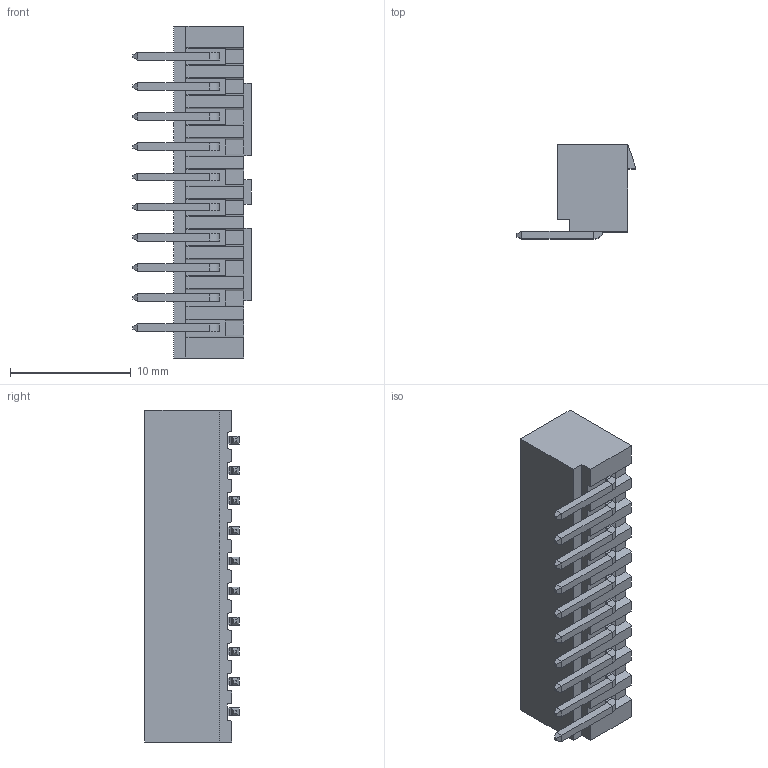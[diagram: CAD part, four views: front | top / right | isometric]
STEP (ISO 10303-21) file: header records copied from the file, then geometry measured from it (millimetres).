
FILE_DESCRIPTION (( 'STEP AP214' ), '1' );
FILE_NAME ('FWF25013-S10B22W1B.STEP', '2025-11-14T03:27:51', ( '' ), ( '' ), 'SwSTEP 2.0', 'SolidWorks 2021', '' );
FILE_SCHEMA (( 'AUTOMOTIVE_DESIGN' ));
Length unit declared in the file: millimetre
Products named in the file (1): FWF25013-S10B22W1B
Bounding box: 9.8 x 7.82 x 27.5 mm (x, y, z)
Volume: 464.1 mm3; surface area: 1485.4 mm2
Topology: 1 solids, 1 shells, 361 faces, 847 edges, 508 vertices
Faces by surface type: plane 341, cylinder 20
Entity records: 13926 total; most frequent: CARTESIAN_POINT 1717, ORIENTED_EDGE 1694, DIRECTION 1611, EDGE_CURVE 847, LINE 807, VECTOR 807, VERTEX_POINT 508, AXIS2_PLACEMENT_3D 402
